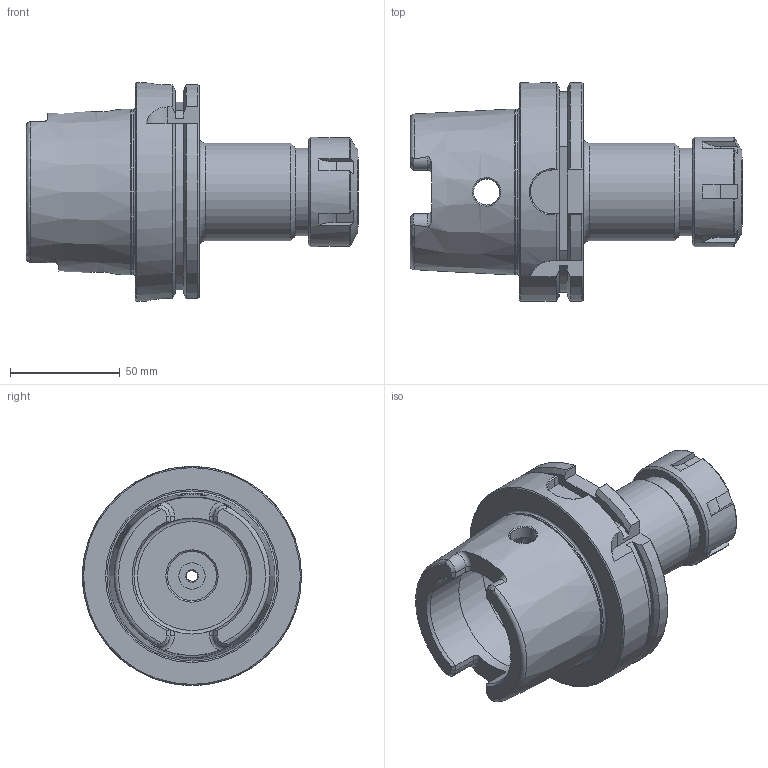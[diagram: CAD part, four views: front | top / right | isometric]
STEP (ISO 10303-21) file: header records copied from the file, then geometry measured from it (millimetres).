
FILE_DESCRIPTION((''),'2;1');
FILE_NAME('H100-32ER4.stp','2014-08-08T14:57:43',('kaykin'),(''),'Autodesk Inventor 2012','Autodesk Inventor 2012','');
FILE_SCHEMA(('AUTOMOTIVE_DESIGN { 1 0 10303 214 1 1 1 1 }'));
Length unit declared in the file: inch
Products named in the file (4): H100-32ER4; H100-32ER4-1; BS-18; 32ERN
Assembly tree (3 placements, depth 2):
  H100-32ER4
    H100-32ER4-1
    BS-18
    32ERN
Bounding box: 151.6 x 100 x 100 mm (x, y, z)
Volume: 335022.4 mm3; surface area: 72420.4 mm2
Topology: 3 solids, 3 shells, 197 faces, 501 edges, 318 vertices
Faces by surface type: plane 77, cylinder 53, cone 37, torus 19, bspline 11
Full cylindrical faces by diameter (mm): 7.112 x1, 10 x1, 12 x3, 17.78 x2, 18.923 x1, 20.447 x1, 22.377 x1, 23.165 x1, 23.495 x1, 25.016 x1, 27 x1, 31.8 x1, 33 x1, 38.65 x1, 40 x1, 41 x1, 44.45 x1, 50 x1, 53 x2, 63 x1, 75.364 x1, 100 x1
Entity records: 6658 total; most frequent: CARTESIAN_POINT 2196, ORIENTED_EDGE 860, DIRECTION 831, EDGE_CURVE 430, AXIS2_PLACEMENT_3D 352, VERTEX_POINT 303, EDGE_LOOP 271, FACE_OUTER_BOUND 197
